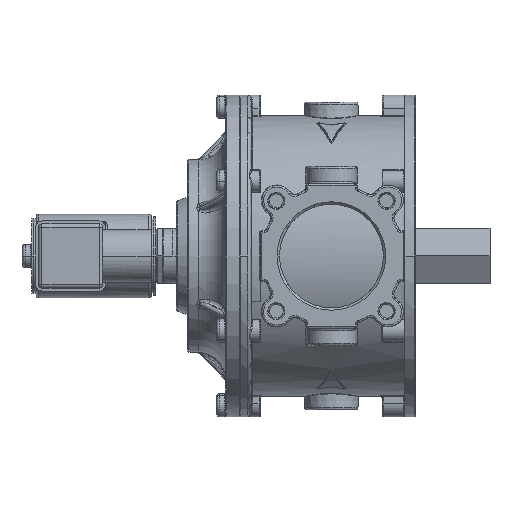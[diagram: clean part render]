
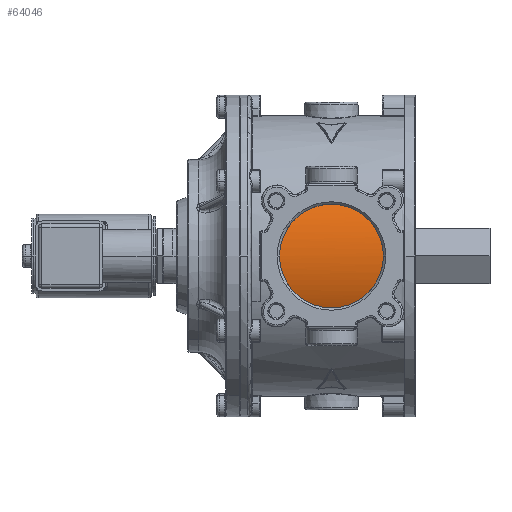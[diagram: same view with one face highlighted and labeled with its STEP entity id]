
A CAD part, left-side view. The second image highlights one B-rep face of the part: STEP entity #64046.
In plain terms, the highlighted cylindrical face has radius 56.859 mm (diameter 113.718 mm), a partial arc.
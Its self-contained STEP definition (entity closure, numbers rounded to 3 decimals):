
#63916=CARTESIAN_POINT('Control Point',(-56.859,-22.6,0.)) ;
#63917=CARTESIAN_POINT('Control Point',(-56.859,-22.6,-2.01)) ;
#63918=CARTESIAN_POINT('Control Point',(-56.77,-22.376,-4.021)) ;
#63919=CARTESIAN_POINT('Control Point',(-56.592,-21.929,-5.992)) ;
#63920=CARTESIAN_POINT('Control Point',(-56.119,-20.703,-9.529)) ;
#63921=CARTESIAN_POINT('Control Point',(-55.449,-18.803,-12.712)) ;
#63922=CARTESIAN_POINT('Control Point',(-55.109,-17.788,-14.096)) ;
#63923=CARTESIAN_POINT('Control Point',(-54.128,-14.644,-17.632)) ;
#63924=CARTESIAN_POINT('Control Point',(-53.16,-10.661,-20.272)) ;
#63925=CARTESIAN_POINT('Control Point',(-52.634,-7.84,-21.532)) ;
#63926=CARTESIAN_POINT('Control Point',(-52.013,-2.103,-22.977)) ;
#63927=CARTESIAN_POINT('Control Point',(-52.199,3.809,-22.54)) ;
#63928=CARTESIAN_POINT('Control Point',(-52.487,6.55,-21.895)) ;
#63929=CARTESIAN_POINT('Control Point',(-53.185,10.734,-20.206)) ;
#63930=CARTESIAN_POINT('Control Point',(-54.084,14.333,-17.598)) ;
#63931=CARTESIAN_POINT('Control Point',(-54.443,15.617,-16.469)) ;
#63932=CARTESIAN_POINT('Control Point',(-55.418,18.82,-13.069)) ;
#63933=CARTESIAN_POINT('Control Point',(-56.259,21.091,-8.91)) ;
#63934=CARTESIAN_POINT('Control Point',(-56.659,22.097,-6.029)) ;
#63935=CARTESIAN_POINT('Control Point',(-56.859,22.6,-3.015)) ;
#63936=CARTESIAN_POINT('Control Point',(-56.859,22.6,0.)) ;
#63937=CARTESIAN_POINT('Vertex',(-56.859,-22.6,0.)) ;
#63939=CARTESIAN_POINT('Vertex',(-56.859,22.6,0.)) ;
#63969=CARTESIAN_POINT('Control Point',(-56.859,22.6,0.)) ;
#63970=CARTESIAN_POINT('Control Point',(-56.859,22.6,3.061)) ;
#63971=CARTESIAN_POINT('Control Point',(-56.653,22.082,6.122)) ;
#63972=CARTESIAN_POINT('Control Point',(-56.24,21.045,9.043)) ;
#63973=CARTESIAN_POINT('Control Point',(-55.378,18.709,13.243)) ;
#63974=CARTESIAN_POINT('Control Point',(-54.387,15.422,16.655)) ;
#63975=CARTESIAN_POINT('Control Point',(-54.023,14.108,17.782)) ;
#63976=CARTESIAN_POINT('Control Point',(-53.118,10.419,20.381)) ;
#63977=CARTESIAN_POINT('Control Point',(-52.432,6.138,22.023)) ;
#63978=CARTESIAN_POINT('Control Point',(-52.162,3.335,22.624)) ;
#63979=CARTESIAN_POINT('Control Point',(-52.044,-2.247,22.909)) ;
#63980=CARTESIAN_POINT('Control Point',(-52.633,-7.625,21.53)) ;
#63981=CARTESIAN_POINT('Control Point',(-53.07,-10.105,20.476)) ;
#63982=CARTESIAN_POINT('Control Point',(-53.926,-13.87,18.182)) ;
#63983=CARTESIAN_POINT('Control Point',(-54.844,-16.957,15.089)) ;
#63984=CARTESIAN_POINT('Control Point',(-55.199,-18.06,13.751)) ;
#63985=CARTESIAN_POINT('Control Point',(-55.958,-20.279,10.463)) ;
#63986=CARTESIAN_POINT('Control Point',(-56.521,-21.751,6.731)) ;
#63987=CARTESIAN_POINT('Control Point',(-56.746,-22.317,4.524)) ;
#63988=CARTESIAN_POINT('Control Point',(-56.859,-22.6,2.262)) ;
#63989=CARTESIAN_POINT('Control Point',(-56.859,-22.6,0.)) ;
#64037=CARTESIAN_POINT('Axis2P3D Location',(0.,42.414,0.)) ;
#64038=DIRECTION('Axis2P3D Direction',(0.,-1.,0.)) ;
#64039=DIRECTION('Axis2P3D XDirection',(0.878,0.,0.479)) ;
#64040=AXIS2_PLACEMENT_3D('Cylinder Axis2P3D',#64037,#64038,#64039) ;
#64041=CYLINDRICAL_SURFACE('generated cylinder',#64040,56.859) ;
#63941=EDGE_CURVE('',#63938,#63940,#63915,.T.) ;
#63990=EDGE_CURVE('',#63940,#63938,#63968,.T.) ;
#64043=ORIENTED_EDGE('',*,*,#63941,.F.) ;
#64044=ORIENTED_EDGE('',*,*,#63990,.F.) ;
#64042=EDGE_LOOP('',(#64043,#64044)) ;
#63938=VERTEX_POINT('',#63937) ;
#63940=VERTEX_POINT('',#63939) ;
#64046=ADVANCED_FACE('MANIFOLD_SOLID_BREP #88439',(#64045),#64041,.T.) ;
#63915=B_SPLINE_CURVE_WITH_KNOTS('',5,(#63916,#63917,#63918,#63919,#63920,#63921,#63922,#63923,#63924,#63925,#63926,#63927,#63928,#63929,#63930,#63931,#63932,#63933,#63934,#63935,#63936),.UNSPECIFIED.,.F.,.U.,(6,3,3,3,3,3,6),(101.478,115.693,127.99,149.717,169.358,181.639,202.955),.UNSPECIFIED.) ;
#63968=B_SPLINE_CURVE_WITH_KNOTS('',5,(#63969,#63970,#63971,#63972,#63973,#63974,#63975,#63976,#63977,#63978,#63979,#63980,#63981,#63982,#63983,#63984,#63985,#63986,#63987,#63988,#63989),.UNSPECIFIED.,.F.,.U.,(6,3,3,3,3,3,6),(0.,21.645,34.075,54.043,73.05,85.482,101.478),.UNSPECIFIED.) ;
#64045=FACE_OUTER_BOUND('',#64042,.T.) ;
